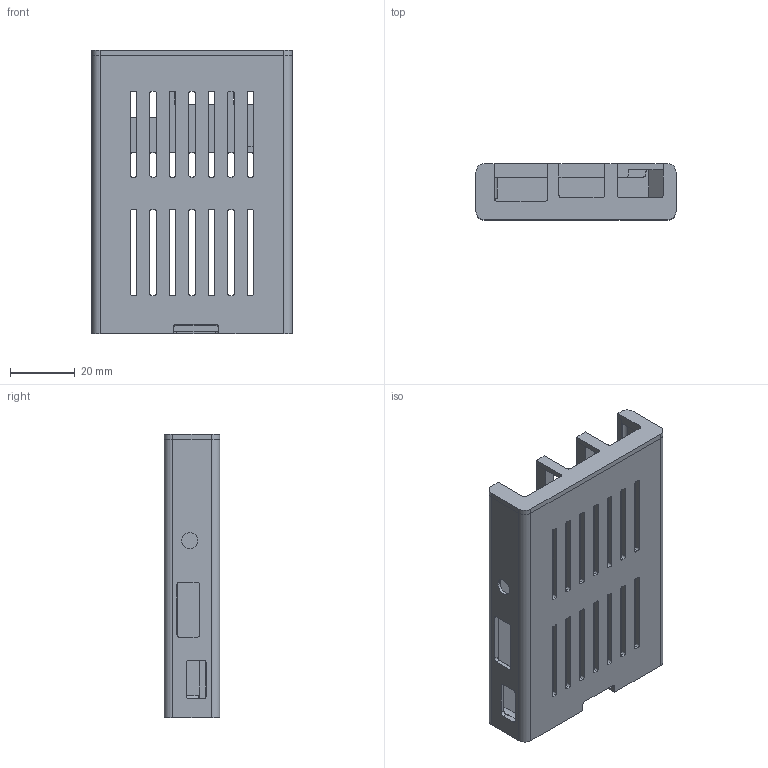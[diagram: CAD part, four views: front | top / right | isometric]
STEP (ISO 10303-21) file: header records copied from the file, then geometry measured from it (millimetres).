
FILE_DESCRIPTION (( 'STEP AP214' ), '1' );
FILE_NAME ('Raspberry Pi B+ Sleeve v2-1.STEP', '2018-04-27T05:00:41', ( '' ), ( '' ), 'SwSTEP 2.0', 'SolidWorks 2015', '' );
FILE_SCHEMA (( 'AUTOMOTIVE_DESIGN' ));
Length unit declared in the file: millimetre
Products named in the file (2): Raspberry Pi B+ Sleeve v2-1
Bounding box: 61.7 x 17.2 x 87.4 mm (x, y, z)
Volume: 27276.3 mm3; surface area: 28679.3 mm2
Topology: 2 solids, 2 shells, 358 faces, 1042 edges, 684 vertices
Faces by surface type: plane 202, cylinder 133, cone 19, bspline 4
Entity records: 12477 total; most frequent: CARTESIAN_POINT 2694, ORIENTED_EDGE 2084, DIRECTION 1994, EDGE_CURVE 1042, VECTOR 728, LINE 728, VERTEX_POINT 684, AXIS2_PLACEMENT_3D 633
